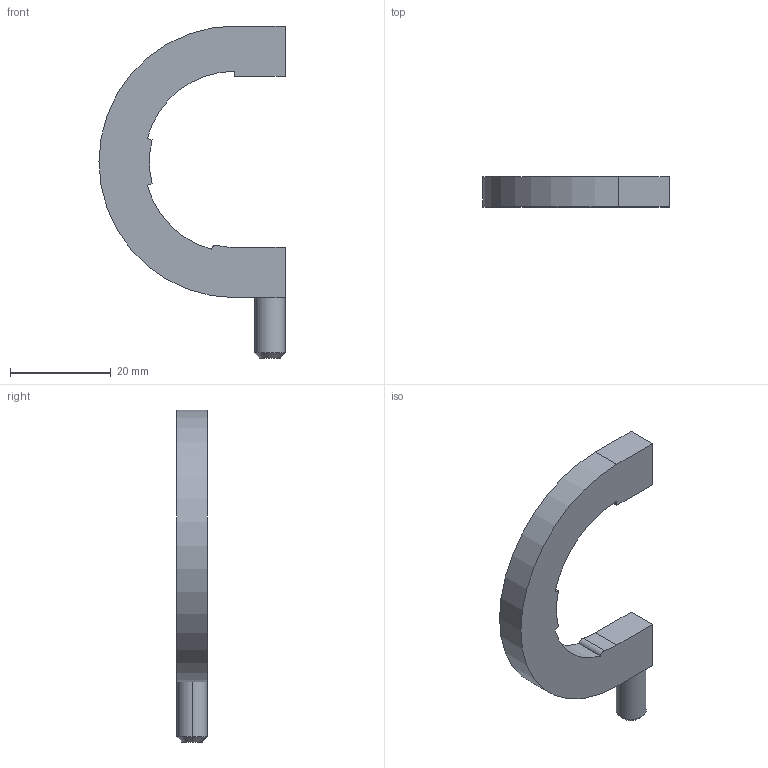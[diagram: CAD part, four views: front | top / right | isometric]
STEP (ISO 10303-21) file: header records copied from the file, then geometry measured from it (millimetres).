
FILE_DESCRIPTION (( 'STEP AP214' ), '1' );
FILE_NAME ('FOURCHETTE CRABOT V.STEP', '2021-04-09T04:33:20', ( ' GILLOU' ), ( 'SOCIETA' ), 'SwSTEP 2.0', 'SolidWorks 2003240', '' );
FILE_SCHEMA (( 'AUTOMOTIVE_DESIGN' ));
Length unit declared in the file: millimetre
Products named in the file (1): FOURCHETTE CRABOT V
Bounding box: 37 x 6 x 66 mm (x, y, z)
Volume: 5429.2 mm3; surface area: 3138.4 mm2
Topology: 1 solids, 1 shells, 25 faces, 63 edges, 40 vertices
Faces by surface type: plane 15, cylinder 8, cone 2
Entity records: 772 total; most frequent: DIRECTION 135, CARTESIAN_POINT 129, ORIENTED_EDGE 126, EDGE_CURVE 63, AXIS2_PLACEMENT_3D 46, VECTOR 43, LINE 43, VERTEX_POINT 40
